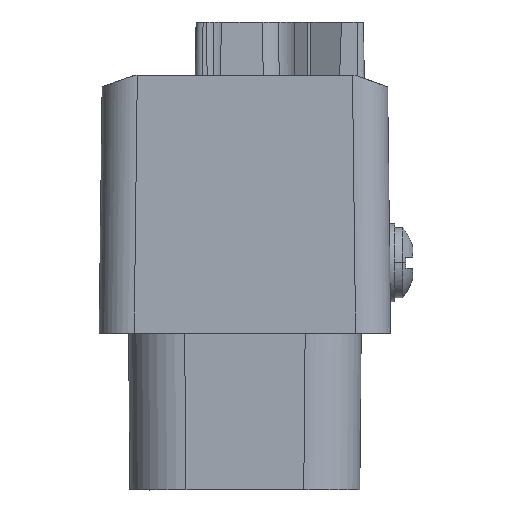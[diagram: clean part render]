
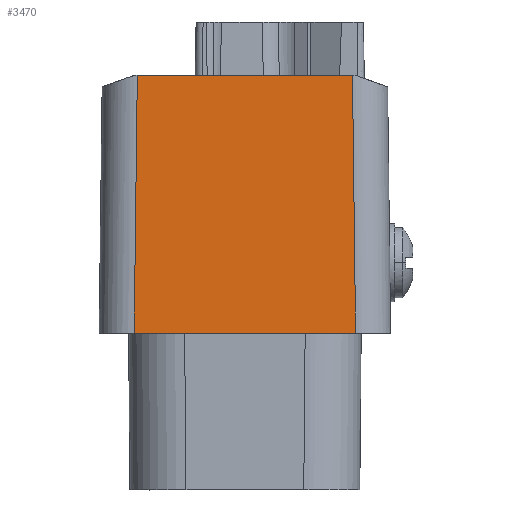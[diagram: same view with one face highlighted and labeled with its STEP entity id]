
A CAD part, front view. The second image highlights one B-rep face of the part: STEP entity #3470.
In plain terms, the highlighted planar face has unit normal (0, -1, 0.012).
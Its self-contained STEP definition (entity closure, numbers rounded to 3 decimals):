
#3450=AXIS2_PLACEMENT_3D('Plane Axis2P3D',#3447,#3448,#3449) ;
#1010=CARTESIAN_POINT('Vertex',(2.722,0.222,29.6)) ;
#1013=CARTESIAN_POINT('Line Origine',(10.4,0.222,29.6)) ;
#1017=CARTESIAN_POINT('Vertex',(18.078,0.222,29.6)) ;
#3416=CARTESIAN_POINT('Line Origine',(2.714,0.214,29.)) ;
#3420=CARTESIAN_POINT('Vertex',(2.5,0.,11.2)) ;
#3447=CARTESIAN_POINT('Axis2P3D Location',(7.316,0.,11.2)) ;
#3452=CARTESIAN_POINT('Line Origine',(10.4,0.,11.2)) ;
#3456=CARTESIAN_POINT('Vertex',(18.3,0.,11.2)) ;
#3459=CARTESIAN_POINT('Line Origine',(18.189,0.111,20.4)) ;
#1014=DIRECTION('Vector Direction',(1.,0.,0.)) ;
#3417=DIRECTION('Vector Direction',(-0.012,-0.012,-1.)) ;
#3448=DIRECTION('Axis2P3D Direction',(0.,-1.,0.012)) ;
#3449=DIRECTION('Axis2P3D XDirection',(0.,0.012,1.)) ;
#3453=DIRECTION('Vector Direction',(1.,0.,0.)) ;
#3460=DIRECTION('Vector Direction',(-0.012,0.012,1.)) ;
#1015=VECTOR('Line Direction',#1014,1.) ;
#3418=VECTOR('Line Direction',#3417,1.) ;
#3454=VECTOR('Line Direction',#3453,1.) ;
#3461=VECTOR('Line Direction',#3460,1.) ;
#3465=ORIENTED_EDGE('',*,*,#3422,.T.) ;
#3466=ORIENTED_EDGE('',*,*,#3458,.T.) ;
#3467=ORIENTED_EDGE('',*,*,#3463,.T.) ;
#3468=ORIENTED_EDGE('',*,*,#1019,.F.) ;
#3470=ADVANCED_FACE('MANIFOLD_SOLID_BREP #186310',(#3469),#3451,.T.) ;
#1019=EDGE_CURVE('',#1011,#1018,#1016,.T.) ;
#3422=EDGE_CURVE('',#1011,#3421,#3419,.T.) ;
#3458=EDGE_CURVE('',#3421,#3457,#3455,.T.) ;
#3463=EDGE_CURVE('',#3457,#1018,#3462,.T.) ;
#3464=EDGE_LOOP('',(#3465,#3466,#3467,#3468)) ;
#3469=FACE_OUTER_BOUND('',#3464,.T.) ;
#1016=LINE('Line',#1013,#1015) ;
#3419=LINE('Line',#3416,#3418) ;
#3455=LINE('Line',#3452,#3454) ;
#3462=LINE('Line',#3459,#3461) ;
#3451=PLANE('',#3450) ;
#1011=VERTEX_POINT('',#1010) ;
#1018=VERTEX_POINT('',#1017) ;
#3421=VERTEX_POINT('',#3420) ;
#3457=VERTEX_POINT('',#3456) ;
